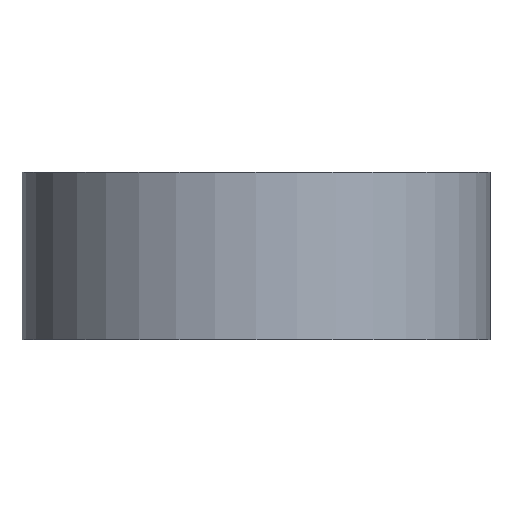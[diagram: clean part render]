
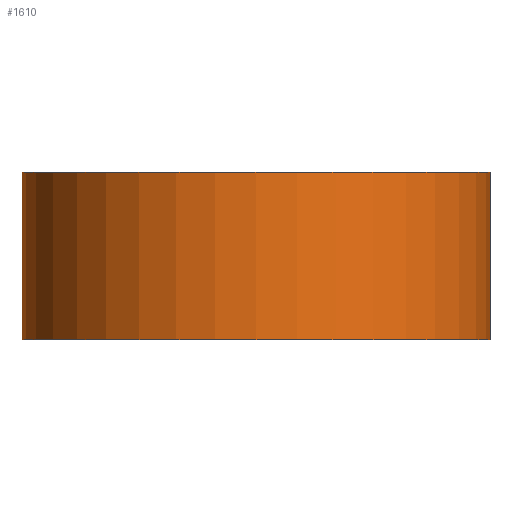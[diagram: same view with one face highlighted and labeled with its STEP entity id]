
A CAD part, front view. The second image highlights one B-rep face of the part: STEP entity #1610.
In plain terms, the highlighted cylindrical face has radius 70 mm (diameter 140 mm), a full revolution.
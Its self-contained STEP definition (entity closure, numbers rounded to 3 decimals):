
#17=CYLINDRICAL_SURFACE('',#1749,70.);
#164=LINE('',#2617,#365);
#365=VECTOR('',#2053,50.);
#447=FACE_OUTER_BOUND('',#532,.T.);
#532=EDGE_LOOP('',(#1237,#1238,#1239,#1240));
#608=CIRCLE('',#1701,70.);
#629=CIRCLE('',#1726,70.);
#650=VERTEX_POINT('',#2280);
#735=VERTEX_POINT('',#2457);
#812=EDGE_CURVE('',#650,#650,#608,.F.);
#900=EDGE_CURVE('',#735,#735,#629,.T.);
#980=EDGE_CURVE('',#650,#735,#164,.T.);
#1237=ORIENTED_EDGE('',*,*,#812,.F.);
#1238=ORIENTED_EDGE('',*,*,#980,.T.);
#1239=ORIENTED_EDGE('',*,*,#900,.T.);
#1240=ORIENTED_EDGE('',*,*,#980,.F.);
#1610=ADVANCED_FACE('',(#447),#17,.T.);
#1701=AXIS2_PLACEMENT_3D('',#2281,#1829,#1830);
#1726=AXIS2_PLACEMENT_3D('',#2458,#1946,#1947);
#1749=AXIS2_PLACEMENT_3D('',#2616,#2051,#2052);
#1829=DIRECTION('center_axis',(0.,0.,-1.));
#1830=DIRECTION('ref_axis',(1.,0.,0.));
#1946=DIRECTION('center_axis',(0.,0.,1.));
#1947=DIRECTION('ref_axis',(1.,0.,0.));
#2051=DIRECTION('center_axis',(0.,0.,1.));
#2052=DIRECTION('ref_axis',(1.,0.,0.));
#2053=DIRECTION('',(0.,0.,-1.));
#2280=CARTESIAN_POINT('',(-70.,0.,14.));
#2281=CARTESIAN_POINT('Origin',(0.,0.,14.));
#2457=CARTESIAN_POINT('',(-70.,0.,-36.));
#2458=CARTESIAN_POINT('Origin',(0.,0.,-36.));
#2616=CARTESIAN_POINT('Origin',(0.,0.,10.));
#2617=CARTESIAN_POINT('',(-70.,0.,10.));
